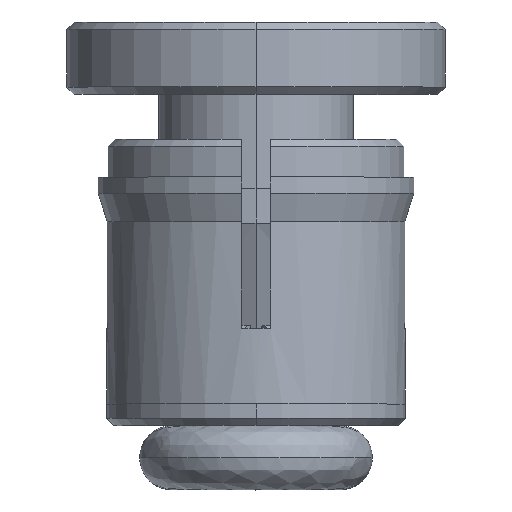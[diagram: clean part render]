
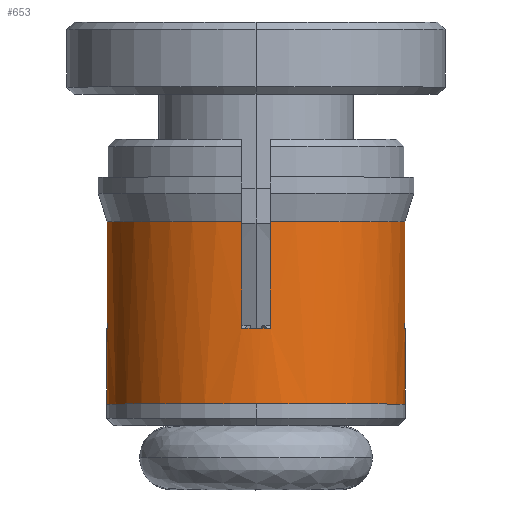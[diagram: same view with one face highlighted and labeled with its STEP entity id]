
A CAD part, top view. The second image highlights one B-rep face of the part: STEP entity #653.
In plain terms, the highlighted cylindrical face has radius 4.15 mm (diameter 8.3 mm), a partial arc.
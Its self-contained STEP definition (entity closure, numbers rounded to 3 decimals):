
#257 = ORIENTED_EDGE ( 'NONE', *, *, #6842, .T. ) ;
#437 = VECTOR ( 'NONE', #5979, 1000. ) ;
#446 = CARTESIAN_POINT ( 'NONE',  ( 4.15, 2.38, 0. ) ) ;
#578 = AXIS2_PLACEMENT_3D ( 'NONE', #1373, #8302, #2361 ) ;
#645 = VERTEX_POINT ( 'NONE', #918 ) ;
#653 = ADVANCED_FACE ( 'NONE', ( #11974 ), #5044, .T. ) ;
#742 = VERTEX_POINT ( 'NONE', #5272 ) ;
#760 = DIRECTION ( 'NONE',  ( -1., 0., 0. ) ) ;
#784 = AXIS2_PLACEMENT_3D ( 'NONE', #11611, #5726, #12608 ) ;
#832 = DIRECTION ( 'NONE',  ( -1., 0., 0. ) ) ;
#918 = CARTESIAN_POINT ( 'NONE',  ( -0.4, 7.44, 4.131 ) ) ;
#1004 = VERTEX_POINT ( 'NONE', #4762 ) ;
#1009 = EDGE_CURVE ( 'NONE', #11495, #2663, #6926, .T. ) ;
#1088 = CIRCLE ( 'NONE', #578, 4.15 ) ;
#1114 = VERTEX_POINT ( 'NONE', #1127 ) ;
#1127 = CARTESIAN_POINT ( 'NONE',  ( 4.131, 7.44, 0.4 ) ) ;
#1245 = AXIS2_PLACEMENT_3D ( 'NONE', #10301, #4363, #11247 ) ;
#1330 = VERTEX_POINT ( 'NONE', #10062 ) ;
#1369 = AXIS2_PLACEMENT_3D ( 'NONE', #2692, #9607, #3690 ) ;
#1373 = CARTESIAN_POINT ( 'NONE',  ( 0., 4.48, 0. ) ) ;
#1495 = VERTEX_POINT ( 'NONE', #1548 ) ;
#1543 = ORIENTED_EDGE ( 'NONE', *, *, #11120, .F. ) ;
#1548 = CARTESIAN_POINT ( 'NONE',  ( -0.4, 4.48, 4.131 ) ) ;
#1582 = CARTESIAN_POINT ( 'NONE',  ( -4.15, 4.48, 0. ) ) ;
#1617 = ORIENTED_EDGE ( 'NONE', *, *, #9427, .T. ) ;
#1631 = ORIENTED_EDGE ( 'NONE', *, *, #9412, .T. ) ;
#1721 = DIRECTION ( 'NONE',  ( 0., 1., 0. ) ) ;
#1801 = CARTESIAN_POINT ( 'NONE',  ( 4.15, 5.344, 0. ) ) ;
#1942 = CARTESIAN_POINT ( 'NONE',  ( 4.131, 4.48, 0.4 ) ) ;
#2021 = VECTOR ( 'NONE', #1721, 1000. ) ;
#2102 = ORIENTED_EDGE ( 'NONE', *, *, #7399, .T. ) ;
#2361 = DIRECTION ( 'NONE',  ( -1., 0., 0. ) ) ;
#2644 = CIRCLE ( 'NONE', #784, 4.15 ) ;
#2663 = VERTEX_POINT ( 'NONE', #7501 ) ;
#2692 = CARTESIAN_POINT ( 'NONE',  ( 0., 7.44, 0. ) ) ;
#2788 = DIRECTION ( 'NONE',  ( 0., 1., 0. ) ) ;
#3287 = EDGE_CURVE ( 'NONE', #1495, #645, #5467, .T. ) ;
#3690 = DIRECTION ( 'NONE',  ( -1., 0., 0. ) ) ;
#3713 = VECTOR ( 'NONE', #10589, 1000. ) ;
#3739 = VERTEX_POINT ( 'NONE', #1942 ) ;
#4363 = DIRECTION ( 'NONE',  ( 0., -1., 0. ) ) ;
#4491 = CIRCLE ( 'NONE', #1369, 4.15 ) ;
#4620 = AXIS2_PLACEMENT_3D ( 'NONE', #7407, #6974, #832 ) ;
#4634 = DIRECTION ( 'NONE',  ( 0., -1., 0. ) ) ;
#4762 = CARTESIAN_POINT ( 'NONE',  ( -4.131, 4.48, 0.4 ) ) ;
#4967 = CARTESIAN_POINT ( 'NONE',  ( -4.131, 5.344, 0.4 ) ) ;
#5044 = CYLINDRICAL_SURFACE ( 'NONE', #4620, 4.15 ) ;
#5067 = DIRECTION ( 'NONE',  ( 0., 1., 0. ) ) ;
#5181 = CARTESIAN_POINT ( 'NONE',  ( 4.15, 4.48, 0. ) ) ;
#5272 = CARTESIAN_POINT ( 'NONE',  ( -4.131, 7.44, 0.4 ) ) ;
#5289 = ORIENTED_EDGE ( 'NONE', *, *, #11360, .T. ) ;
#5349 = AXIS2_PLACEMENT_3D ( 'NONE', #12589, #6729, #760 ) ;
#5467 = LINE ( 'NONE', #6098, #10418 ) ;
#5726 = DIRECTION ( 'NONE',  ( 0., -1., 0. ) ) ;
#5935 = LINE ( 'NONE', #1801, #8562 ) ;
#5979 = DIRECTION ( 'NONE',  ( 0., -1., 0. ) ) ;
#6098 = CARTESIAN_POINT ( 'NONE',  ( -0.4, 5.344, 4.131 ) ) ;
#6192 = AXIS2_PLACEMENT_3D ( 'NONE', #8719, #2788, #9699 ) ;
#6312 = CARTESIAN_POINT ( 'NONE',  ( 0.4, 7.44, 4.131 ) ) ;
#6381 = CIRCLE ( 'NONE', #1245, 4.15 ) ;
#6664 = LINE ( 'NONE', #7628, #3713 ) ;
#6673 = EDGE_CURVE ( 'NONE', #10812, #3739, #1088, .T. ) ;
#6680 = EDGE_CURVE ( 'NONE', #1114, #11495, #6381, .T. ) ;
#6729 = DIRECTION ( 'NONE',  ( 0., -1., 0. ) ) ;
#6842 = EDGE_CURVE ( 'NONE', #3739, #1114, #12519, .T. ) ;
#6926 = LINE ( 'NONE', #11137, #11829 ) ;
#6974 = DIRECTION ( 'NONE',  ( 0., 1., 0. ) ) ;
#7399 = EDGE_CURVE ( 'NONE', #10964, #10812, #5935, .T. ) ;
#7407 = CARTESIAN_POINT ( 'NONE',  ( 0., 5.344, 0. ) ) ;
#7501 = CARTESIAN_POINT ( 'NONE',  ( 0.4, 4.48, 4.131 ) ) ;
#7512 = ORIENTED_EDGE ( 'NONE', *, *, #12248, .T. ) ;
#7628 = CARTESIAN_POINT ( 'NONE',  ( -4.15, 5.344, 0. ) ) ;
#7665 = CARTESIAN_POINT ( 'NONE',  ( 4.131, 5.344, 0.4 ) ) ;
#7725 = DIRECTION ( 'NONE',  ( 0., 1., 0. ) ) ;
#8302 = DIRECTION ( 'NONE',  ( 0., -1., 0. ) ) ;
#8559 = ORIENTED_EDGE ( 'NONE', *, *, #12464, .T. ) ;
#8562 = VECTOR ( 'NONE', #7725, 1000. ) ;
#8719 = CARTESIAN_POINT ( 'NONE',  ( 0., 2.38, 0. ) ) ;
#8949 = CIRCLE ( 'NONE', #6192, 4.15 ) ;
#9412 = EDGE_CURVE ( 'NONE', #645, #742, #4491, .T. ) ;
#9423 = ORIENTED_EDGE ( 'NONE', *, *, #1009, .T. ) ;
#9427 = EDGE_CURVE ( 'NONE', #2663, #1495, #11124, .T. ) ;
#9607 = DIRECTION ( 'NONE',  ( 0., -1., 0. ) ) ;
#9699 = DIRECTION ( 'NONE',  ( -1., 0., 0. ) ) ;
#9867 = VERTEX_POINT ( 'NONE', #1582 ) ;
#10062 = CARTESIAN_POINT ( 'NONE',  ( -4.15, 2.38, 0. ) ) ;
#10301 = CARTESIAN_POINT ( 'NONE',  ( 0., 7.44, 0. ) ) ;
#10418 = VECTOR ( 'NONE', #5067, 1000. ) ;
#10589 = DIRECTION ( 'NONE',  ( 0., 1., 0. ) ) ;
#10812 = VERTEX_POINT ( 'NONE', #5181 ) ;
#10964 = VERTEX_POINT ( 'NONE', #446 ) ;
#10978 = LINE ( 'NONE', #4967, #437 ) ;
#11120 = EDGE_CURVE ( 'NONE', #1330, #9867, #6664, .T. ) ;
#11124 = CIRCLE ( 'NONE', #5349, 4.15 ) ;
#11137 = CARTESIAN_POINT ( 'NONE',  ( 0.4, 5.344, 4.131 ) ) ;
#11247 = DIRECTION ( 'NONE',  ( -1., 0., 0. ) ) ;
#11360 = EDGE_CURVE ( 'NONE', #742, #1004, #10978, .T. ) ;
#11495 = VERTEX_POINT ( 'NONE', #6312 ) ;
#11611 = CARTESIAN_POINT ( 'NONE',  ( 0., 4.48, 0. ) ) ;
#11829 = VECTOR ( 'NONE', #4634, 1000. ) ;
#11974 = FACE_OUTER_BOUND ( 'NONE', #12199, .T. ) ;
#11995 = ORIENTED_EDGE ( 'NONE', *, *, #6673, .T. ) ;
#12130 = ORIENTED_EDGE ( 'NONE', *, *, #3287, .T. ) ;
#12199 = EDGE_LOOP ( 'NONE', ( #7512, #2102, #11995, #257, #12498, #9423, #1617, #12130, #1631, #5289, #8559, #1543 ) ) ;
#12248 = EDGE_CURVE ( 'NONE', #1330, #10964, #8949, .T. ) ;
#12464 = EDGE_CURVE ( 'NONE', #1004, #9867, #2644, .T. ) ;
#12498 = ORIENTED_EDGE ( 'NONE', *, *, #6680, .T. ) ;
#12519 = LINE ( 'NONE', #7665, #2021 ) ;
#12589 = CARTESIAN_POINT ( 'NONE',  ( 0., 4.48, 0. ) ) ;
#12608 = DIRECTION ( 'NONE',  ( -1., 0., 0. ) ) ;
